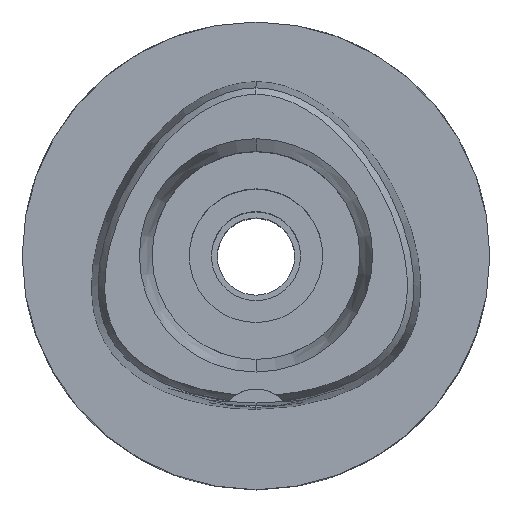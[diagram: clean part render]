
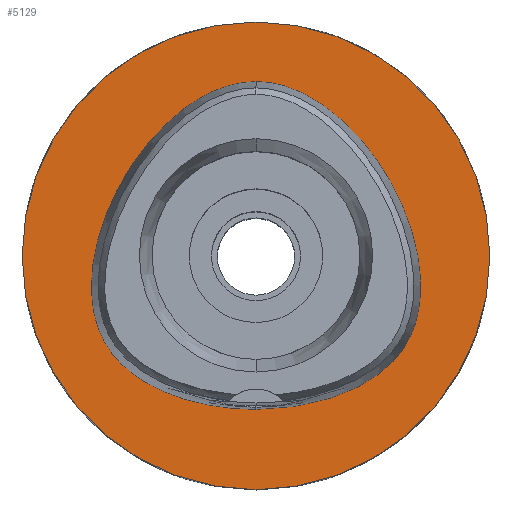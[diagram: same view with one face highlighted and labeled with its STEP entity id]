
A CAD part, top view. The second image highlights one B-rep face of the part: STEP entity #5129.
In plain terms, the highlighted planar face has unit normal (0, 0, 1).
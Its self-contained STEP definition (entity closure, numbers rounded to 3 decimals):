
#28 = CARTESIAN_POINT ( 'NONE',  ( 0., -31.5, 0. ) ) ;
#55 = VERTEX_POINT ( 'NONE', #2249 ) ;
#191 = EDGE_CURVE ( 'NONE', #2306, #355, #5034, .T. ) ;
#217 = CARTESIAN_POINT ( 'NONE',  ( 0., -20.675, 0. ) ) ;
#228 = EDGE_LOOP ( 'NONE', ( #1629, #695 ) ) ;
#231 = EDGE_LOOP ( 'NONE', ( #2237, #4072 ) ) ;
#236 = CARTESIAN_POINT ( 'NONE',  ( 21.555, -8.996, 0. ) ) ;
#265 = CARTESIAN_POINT ( 'NONE',  ( -21.978, -0.281, 0. ) ) ;
#298 = CARTESIAN_POINT ( 'NONE',  ( 5.098, 22.526, 0. ) ) ;
#349 = DIRECTION ( 'NONE',  ( 0., -1., 0. ) ) ;
#355 = VERTEX_POINT ( 'NONE', #440 ) ;
#359 = CARTESIAN_POINT ( 'NONE',  ( 0., 23.475, 0. ) ) ;
#440 = CARTESIAN_POINT ( 'NONE',  ( 0., 23.475, 0. ) ) ;
#528 = CARTESIAN_POINT ( 'NONE',  ( 14.673, -17.214, 0. ) ) ;
#558 = CARTESIAN_POINT ( 'NONE',  ( 18.568, -14.169, 0. ) ) ;
#597 = CIRCLE ( 'NONE', #1254, 31.5 ) ;
#610 = CARTESIAN_POINT ( 'NONE',  ( -6.341, -20.298, 0. ) ) ;
#673 = CARTESIAN_POINT ( 'NONE',  ( 22.057, -6.848, 0. ) ) ;
#695 = ORIENTED_EDGE ( 'NONE', *, *, #191, .F. ) ;
#705 = CARTESIAN_POINT ( 'NONE',  ( -14.408, 15.641, 0. ) ) ;
#736 = CARTESIAN_POINT ( 'NONE',  ( -22.245, -4.1, 0. ) ) ;
#880 = CIRCLE ( 'NONE', #2404, 31.5 ) ;
#986 = CARTESIAN_POINT ( 'NONE',  ( 11.233, -18.893, 0. ) ) ;
#1014 = CARTESIAN_POINT ( 'NONE',  ( -19.649, -12.825, 0. ) ) ;
#1038 = CARTESIAN_POINT ( 'NONE',  ( -2.114, -20.675, 0. ) ) ;
#1254 = AXIS2_PLACEMENT_3D ( 'NONE', #4050, #1818, #4417 ) ;
#1547 = CARTESIAN_POINT ( 'NONE',  ( -2.565, 23.293, 0. ) ) ;
#1629 = ORIENTED_EDGE ( 'NONE', *, *, #3662, .F. ) ;
#1768 = CARTESIAN_POINT ( 'NONE',  ( -22.057, -6.848, 0. ) ) ;
#1795 = CARTESIAN_POINT ( 'NONE',  ( 0., -20.675, 0. ) ) ;
#1818 = DIRECTION ( 'NONE',  ( 0., 0., -1. ) ) ;
#1847 = CARTESIAN_POINT ( 'NONE',  ( -16.959, -15.678, 0. ) ) ;
#1970 = CARTESIAN_POINT ( 'NONE',  ( -0.855, 23.475, 0. ) ) ;
#2062 = FACE_OUTER_BOUND ( 'NONE', #231, .T. ) ;
#2237 = ORIENTED_EDGE ( 'NONE', *, *, #3776, .F. ) ;
#2245 = CARTESIAN_POINT ( 'NONE',  ( -20.35, -11.749, 0. ) ) ;
#2249 = CARTESIAN_POINT ( 'NONE',  ( 0., 31.5, 0. ) ) ;
#2306 = VERTEX_POINT ( 'NONE', #217 ) ;
#2404 = AXIS2_PLACEMENT_3D ( 'NONE', #4222, #2556, #349 ) ;
#2425 = CARTESIAN_POINT ( 'NONE',  ( -20.749, 4.657, 0. ) ) ;
#2453 = CARTESIAN_POINT ( 'NONE',  ( -18.068, 10.432, 0. ) ) ;
#2511 = CARTESIAN_POINT ( 'NONE',  ( 19.649, -12.825, 0. ) ) ;
#2556 = DIRECTION ( 'NONE',  ( 0., 0., -1. ) ) ;
#2645 = CARTESIAN_POINT ( 'NONE',  ( -21.555, -8.996, 0. ) ) ;
#2675 = CARTESIAN_POINT ( 'NONE',  ( 2.114, -20.675, 0. ) ) ;
#2844 = CARTESIAN_POINT ( 'NONE',  ( 20.35, -11.749, 0. ) ) ;
#2887 = PLANE ( 'NONE',  #3218 ) ;
#3091 = VERTEX_POINT ( 'NONE', #28 ) ;
#3155 = CARTESIAN_POINT ( 'NONE',  ( -20.932, -10.604, 0. ) ) ;
#3218 = AXIS2_PLACEMENT_3D ( 'NONE', #5505, #4682, #4704 ) ;
#3265 = CARTESIAN_POINT ( 'NONE',  ( -7.571, 21.315, 0. ) ) ;
#3267 = CARTESIAN_POINT ( 'NONE',  ( 0.855, 23.475, 0. ) ) ;
#3456 = EDGE_CURVE ( 'NONE', #3091, #55, #880, .T. ) ;
#3662 = EDGE_CURVE ( 'NONE', #355, #2306, #4706, .T. ) ;
#3669 = CARTESIAN_POINT ( 'NONE',  ( 0., -20.675, 0. ) ) ;
#3776 = EDGE_CURVE ( 'NONE', #55, #3091, #597, .T. ) ;
#3816 = CARTESIAN_POINT ( 'NONE',  ( 20.932, -10.604, 0. ) ) ;
#4021 = CARTESIAN_POINT ( 'NONE',  ( -18.568, -14.169, 0. ) ) ;
#4050 = CARTESIAN_POINT ( 'NONE',  ( 0., 0., 0. ) ) ;
#4072 = ORIENTED_EDGE ( 'NONE', *, *, #3456, .F. ) ;
#4114 = CARTESIAN_POINT ( 'NONE',  ( 18.068, 10.432, 0. ) ) ;
#4199 = CARTESIAN_POINT ( 'NONE',  ( 7.571, 21.315, 0. ) ) ;
#4222 = CARTESIAN_POINT ( 'NONE',  ( 0., 0., 0. ) ) ;
#4230 = CARTESIAN_POINT ( 'NONE',  ( 10.746, 19.174, 0. ) ) ;
#4393 = CARTESIAN_POINT ( 'NONE',  ( 6.341, -20.298, 0. ) ) ;
#4417 = DIRECTION ( 'NONE',  ( 0., 1., 0. ) ) ;
#4420 = CARTESIAN_POINT ( 'NONE',  ( 16.959, -15.678, 0. ) ) ;
#4593 = CARTESIAN_POINT ( 'NONE',  ( -5.098, 22.526, 0. ) ) ;
#4595 = CARTESIAN_POINT ( 'NONE',  ( 22.245, -4.1, 0. ) ) ;
#4682 = DIRECTION ( 'NONE',  ( 0., 0., -1. ) ) ;
#4704 = DIRECTION ( 'NONE',  ( 0., -1., 0. ) ) ;
#4706 = B_SPLINE_CURVE_WITH_KNOTS ( 'NONE', 3,
 ( #5360, #1970, #1547, #4593, #3265, #4970, #705, #2453, #2425, #265, #736, #1768, #2645, #3155, #2245, #1014, #4021, #1847, #4881, #5219, #610, #1038, #1795 ),
 .UNSPECIFIED., .F., .F.,
 ( 4, 1, 1, 1, 1, 1, 1, 1, 1, 1, 1, 1, 1, 1, 1, 1, 1, 1, 1, 1, 4 ),
 ( 0., 0.042, 0.083, 0.125, 0.167, 0.25, 0.333, 0.417, 0.5, 0.542, 0.583, 0.625, 0.646, 0.667, 0.688, 0.708, 0.75, 0.792, 0.833, 0.917, 1. ),
 .UNSPECIFIED. ) ;
#4881 = CARTESIAN_POINT ( 'NONE',  ( -14.673, -17.214, 0. ) ) ;
#4970 = CARTESIAN_POINT ( 'NONE',  ( -10.746, 19.174, 0. ) ) ;
#4998 = CARTESIAN_POINT ( 'NONE',  ( 21.978, -0.281, 0. ) ) ;
#5007 = FACE_BOUND ( 'NONE', #228, .T. ) ;
#5034 = B_SPLINE_CURVE_WITH_KNOTS ( 'NONE', 3,
 ( #3669, #2675, #4393, #986, #528, #4420, #558, #2511, #2844, #3816, #236, #673, #4595, #4998, #5391, #4114, #5500, #4230, #4199, #298, #5416, #3267, #359 ),
 .UNSPECIFIED., .F., .F.,
 ( 4, 1, 1, 1, 1, 1, 1, 1, 1, 1, 1, 1, 1, 1, 1, 1, 1, 1, 1, 1, 4 ),
 ( 0., 0.083, 0.167, 0.208, 0.25, 0.292, 0.313, 0.333, 0.354, 0.375, 0.417, 0.458, 0.5, 0.583, 0.667, 0.75, 0.833, 0.875, 0.917, 0.958, 1. ),
 .UNSPECIFIED. ) ;
#5129 = ADVANCED_FACE ( 'NONE', ( #2062, #5007 ), #2887, .F. ) ;
#5219 = CARTESIAN_POINT ( 'NONE',  ( -11.233, -18.893, 0. ) ) ;
#5360 = CARTESIAN_POINT ( 'NONE',  ( 0., 23.475, 0. ) ) ;
#5391 = CARTESIAN_POINT ( 'NONE',  ( 20.749, 4.657, 0. ) ) ;
#5416 = CARTESIAN_POINT ( 'NONE',  ( 2.565, 23.293, 0. ) ) ;
#5500 = CARTESIAN_POINT ( 'NONE',  ( 14.408, 15.641, 0. ) ) ;
#5505 = CARTESIAN_POINT ( 'NONE',  ( 0., 0., 0. ) ) ;
